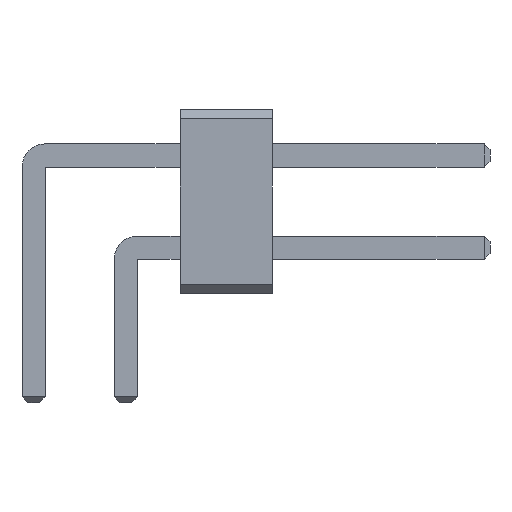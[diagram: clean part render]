
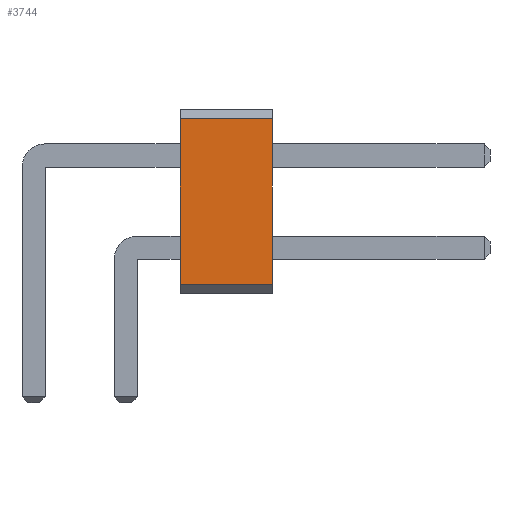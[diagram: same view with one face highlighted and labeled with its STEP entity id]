
A CAD part, front view. The second image highlights one B-rep face of the part: STEP entity #3744.
In plain terms, the highlighted planar face has unit normal (0, -1, 0).
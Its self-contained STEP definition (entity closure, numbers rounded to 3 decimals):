
#382 = VERTEX_POINT('',#383);
#383 = CARTESIAN_POINT('',(4.04,-26.67,4.826));
#389 = EDGE_CURVE('',#390,#382,#392,.T.);
#390 = VERTEX_POINT('',#391);
#391 = CARTESIAN_POINT('',(4.04,-26.67,0.254));
#392 = LINE('',#393,#394);
#393 = CARTESIAN_POINT('',(4.04,-26.67,0.254));
#394 = VECTOR('',#395,1.);
#395 = DIRECTION('',(0.,0.,1.));
#1659 = VERTEX_POINT('',#1660);
#1660 = CARTESIAN_POINT('',(6.58,-26.67,4.826));
#1666 = EDGE_CURVE('',#1667,#1659,#1669,.T.);
#1667 = VERTEX_POINT('',#1668);
#1668 = CARTESIAN_POINT('',(6.58,-26.67,0.254));
#1669 = LINE('',#1670,#1671);
#1670 = CARTESIAN_POINT('',(6.58,-26.67,0.254));
#1671 = VECTOR('',#1672,1.);
#1672 = DIRECTION('',(0.,0.,1.));
#3716 = EDGE_CURVE('',#390,#1667,#3717,.T.);
#3717 = LINE('',#3718,#3719);
#3718 = CARTESIAN_POINT('',(4.04,-26.67,0.254));
#3719 = VECTOR('',#3720,1.);
#3720 = DIRECTION('',(1.,0.,0.));
#3744 = ADVANCED_FACE('',(#3745),#3756,.T.);
#3745 = FACE_BOUND('',#3746,.T.);
#3746 = EDGE_LOOP('',(#3747,#3748,#3749,#3755));
#3747 = ORIENTED_EDGE('',*,*,#3716,.T.);
#3748 = ORIENTED_EDGE('',*,*,#1666,.T.);
#3749 = ORIENTED_EDGE('',*,*,#3750,.F.);
#3750 = EDGE_CURVE('',#382,#1659,#3751,.T.);
#3751 = LINE('',#3752,#3753);
#3752 = CARTESIAN_POINT('',(4.04,-26.67,4.826));
#3753 = VECTOR('',#3754,1.);
#3754 = DIRECTION('',(1.,0.,0.));
#3755 = ORIENTED_EDGE('',*,*,#389,.F.);
#3756 = PLANE('',#3757);
#3757 = AXIS2_PLACEMENT_3D('',#3758,#3759,#3760);
#3758 = CARTESIAN_POINT('',(4.04,-26.67,0.254));
#3759 = DIRECTION('',(0.,-1.,0.));
#3760 = DIRECTION('',(0.,0.,1.));
